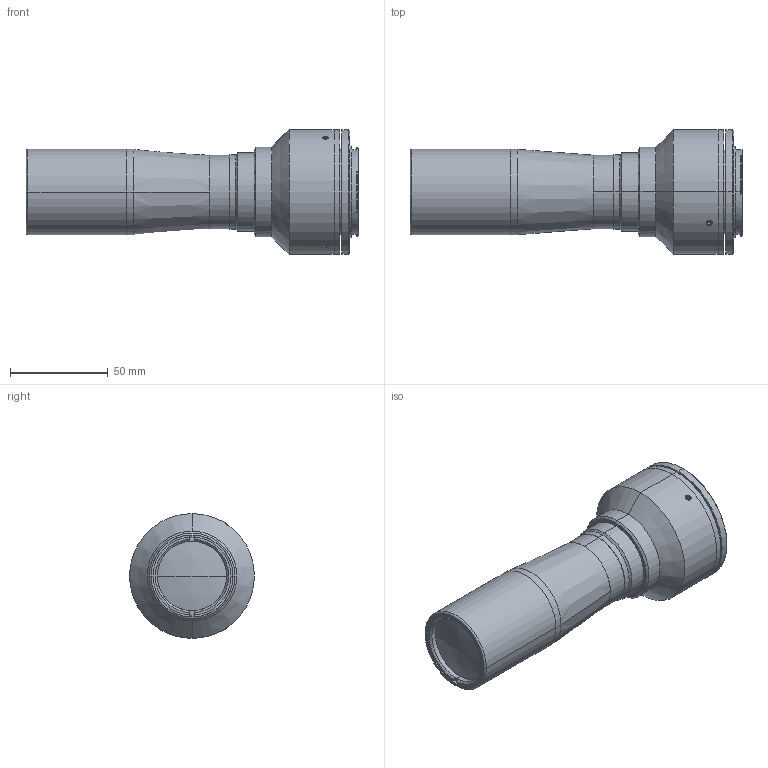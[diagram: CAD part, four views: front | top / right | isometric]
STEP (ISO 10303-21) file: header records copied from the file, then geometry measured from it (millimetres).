
FILE_DESCRIPTION (( 'STEP AP203' ), '1' );
FILE_NAME ('DP71424_TC4MHR024-F.step', '2021-10-05T08:21:32', ( '' ), ( '' ), 'SwSTEP 2.0', 'SolidWorks 2021', '' );
FILE_SCHEMA (( 'CONFIG_CONTROL_DESIGN' ));
Length unit declared in the file: millimetre
Products named in the file (1): DP71424_TC4MHR024-F
Bounding box: 170.1 x 64 x 64 mm (x, y, z)
Surface area: 43132 mm2 (no closed solid volume)
Topology: 0 solids, 12 shells, 123 faces, 338 edges, 227 vertices
Faces by surface type: plane 48, cylinder 41, cone 28, torus 4, sphere 2
Entity records: 4213 total; most frequent: CARTESIAN_POINT 947, DIRECTION 723, ORIENTED_EDGE 568, EDGE_CURVE 338, AXIS2_PLACEMENT_3D 283, VERTEX_POINT 227, CIRCLE 159, VECTOR 157
